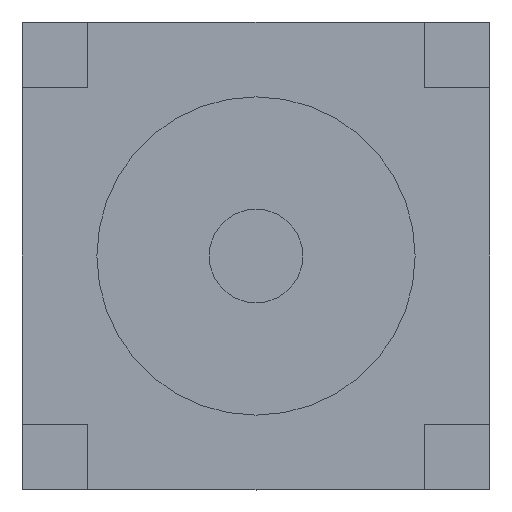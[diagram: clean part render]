
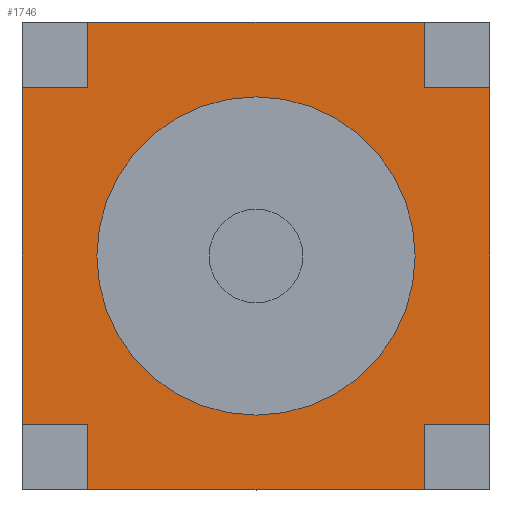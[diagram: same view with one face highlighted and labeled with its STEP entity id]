
A CAD part, front view. The second image highlights one B-rep face of the part: STEP entity #1746.
In plain terms, the highlighted planar face has unit normal (0, -1, 0).
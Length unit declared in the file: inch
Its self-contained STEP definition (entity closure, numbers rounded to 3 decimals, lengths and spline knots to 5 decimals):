
#2 = DIRECTION ( 'NONE',  ( 0., 1., 0. ) ) ;
#45 = ORIENTED_EDGE ( 'NONE', *, *, #387, .F. ) ;
#51 = EDGE_LOOP ( 'NONE', ( #689, #1080 ) ) ;
#151 = VERTEX_POINT ( 'NONE', #899 ) ;
#154 = DIRECTION ( 'NONE',  ( 0., 0., -1. ) ) ;
#190 = DIRECTION ( 'NONE',  ( 0., 0., 1. ) ) ;
#191 = EDGE_CURVE ( 'NONE', #1009, #2047, #1898, .T. ) ;
#199 = LINE ( 'NONE', #383, #1028 ) ;
#223 = LINE ( 'NONE', #1343, #1968 ) ;
#231 = VERTEX_POINT ( 'NONE', #556 ) ;
#271 = CARTESIAN_POINT ( 'NONE',  ( -0.09, 0., 0.125 ) ) ;
#293 = CARTESIAN_POINT ( 'NONE',  ( 0.09, 0., 0.09 ) ) ;
#325 = AXIS2_PLACEMENT_3D ( 'NONE', #1347, #491, #1832 ) ;
#333 = CARTESIAN_POINT ( 'NONE',  ( 0.09, 0., 0. ) ) ;
#345 = ORIENTED_EDGE ( 'NONE', *, *, #647, .F. ) ;
#355 = LINE ( 'NONE', #2105, #1512 ) ;
#364 = VERTEX_POINT ( 'NONE', #404 ) ;
#383 = CARTESIAN_POINT ( 'NONE',  ( 0., 0., -0.09 ) ) ;
#387 = EDGE_CURVE ( 'NONE', #231, #1191, #223, .T. ) ;
#389 = CARTESIAN_POINT ( 'NONE',  ( -0.125, 0., 0.125 ) ) ;
#395 = DIRECTION ( 'NONE',  ( 1., 0., 0. ) ) ;
#404 = CARTESIAN_POINT ( 'NONE',  ( 0.125, 0., -0.09 ) ) ;
#417 = EDGE_CURVE ( 'NONE', #2146, #231, #1259, .T. ) ;
#422 = VERTEX_POINT ( 'NONE', #2170 ) ;
#424 = CARTESIAN_POINT ( 'NONE',  ( 0., 0., 0. ) ) ;
#454 = CARTESIAN_POINT ( 'NONE',  ( 0.09, 0., -0.125 ) ) ;
#491 = DIRECTION ( 'NONE',  ( 0., -1., 0. ) ) ;
#551 = LINE ( 'NONE', #1040, #1400 ) ;
#556 = CARTESIAN_POINT ( 'NONE',  ( -0.09, 0., -0.125 ) ) ;
#605 = ORIENTED_EDGE ( 'NONE', *, *, #1795, .F. ) ;
#621 = LINE ( 'NONE', #913, #1918 ) ;
#647 = EDGE_CURVE ( 'NONE', #2140, #2146, #1484, .T. ) ;
#654 = VECTOR ( 'NONE', #2145, 39.37008 ) ;
#683 = CARTESIAN_POINT ( 'NONE',  ( 0., 0., -0.09 ) ) ;
#684 = EDGE_CURVE ( 'NONE', #1191, #1107, #199, .T. ) ;
#689 = ORIENTED_EDGE ( 'NONE', *, *, #1569, .F. ) ;
#754 = EDGE_CURVE ( 'NONE', #1107, #422, #2092, .T. ) ;
#797 = DIRECTION ( 'NONE',  ( 0., -1., 0. ) ) ;
#824 = ORIENTED_EDGE ( 'NONE', *, *, #754, .F. ) ;
#841 = VECTOR ( 'NONE', #1371, 39.37008 ) ;
#850 = VERTEX_POINT ( 'NONE', #1916 ) ;
#879 = EDGE_CURVE ( 'NONE', #2047, #1861, #355, .T. ) ;
#891 = DIRECTION ( 'NONE',  ( 0., 0., 1. ) ) ;
#899 = CARTESIAN_POINT ( 'NONE',  ( 0., 0., 0.085 ) ) ;
#901 = VERTEX_POINT ( 'NONE', #1445 ) ;
#913 = CARTESIAN_POINT ( 'NONE',  ( -0.09, 0., 0.09 ) ) ;
#944 = LINE ( 'NONE', #683, #1236 ) ;
#1007 = CARTESIAN_POINT ( 'NONE',  ( -0.125, 0., -0.09 ) ) ;
#1009 = VERTEX_POINT ( 'NONE', #271 ) ;
#1013 = ORIENTED_EDGE ( 'NONE', *, *, #1374, .F. ) ;
#1022 = FACE_OUTER_BOUND ( 'NONE', #2204, .T. ) ;
#1025 = PLANE ( 'NONE',  #1874 ) ;
#1028 = VECTOR ( 'NONE', #1910, 39.37008 ) ;
#1040 = CARTESIAN_POINT ( 'NONE',  ( 0., 0., 0.09 ) ) ;
#1049 = CARTESIAN_POINT ( 'NONE',  ( -0.125, 0., -0.125 ) ) ;
#1060 = ORIENTED_EDGE ( 'NONE', *, *, #417, .F. ) ;
#1077 = VERTEX_POINT ( 'NONE', #1997 ) ;
#1080 = ORIENTED_EDGE ( 'NONE', *, *, #1608, .F. ) ;
#1081 = AXIS2_PLACEMENT_3D ( 'NONE', #424, #797, #1656 ) ;
#1107 = VERTEX_POINT ( 'NONE', #1007 ) ;
#1181 = DIRECTION ( 'NONE',  ( -1., 0., 0. ) ) ;
#1191 = VERTEX_POINT ( 'NONE', #1513 ) ;
#1196 = ORIENTED_EDGE ( 'NONE', *, *, #191, .F. ) ;
#1206 = CARTESIAN_POINT ( 'NONE',  ( 0., 0., 0. ) ) ;
#1229 = ORIENTED_EDGE ( 'NONE', *, *, #1335, .F. ) ;
#1236 = VECTOR ( 'NONE', #1181, 39.37008 ) ;
#1255 = ORIENTED_EDGE ( 'NONE', *, *, #2098, .F. ) ;
#1259 = LINE ( 'NONE', #2163, #654 ) ;
#1261 = DIRECTION ( 'NONE',  ( 1., 0., 0. ) ) ;
#1335 = EDGE_CURVE ( 'NONE', #1861, #1077, #551, .T. ) ;
#1343 = CARTESIAN_POINT ( 'NONE',  ( -0.09, 0., 0. ) ) ;
#1344 = CARTESIAN_POINT ( 'NONE',  ( 0.125, 0., 0.125 ) ) ;
#1347 = CARTESIAN_POINT ( 'NONE',  ( 0., 0., 0. ) ) ;
#1371 = DIRECTION ( 'NONE',  ( 0., 0., -1. ) ) ;
#1374 = EDGE_CURVE ( 'NONE', #364, #2140, #944, .T. ) ;
#1400 = VECTOR ( 'NONE', #1531, 39.37008 ) ;
#1420 = DIRECTION ( 'NONE',  ( 0., 0., -1. ) ) ;
#1424 = DIRECTION ( 'NONE',  ( 0., 0., 1. ) ) ;
#1434 = CARTESIAN_POINT ( 'NONE',  ( -0.09, 0., 0. ) ) ;
#1435 = ORIENTED_EDGE ( 'NONE', *, *, #1906, .F. ) ;
#1445 = CARTESIAN_POINT ( 'NONE',  ( -0.09, 0., 0.09 ) ) ;
#1447 = CIRCLE ( 'NONE', #325, 0.085 ) ;
#1478 = CIRCLE ( 'NONE', #1081, 0.085 ) ;
#1483 = VECTOR ( 'NONE', #891, 39.37008 ) ;
#1484 = LINE ( 'NONE', #333, #841 ) ;
#1512 = VECTOR ( 'NONE', #1420, 39.37008 ) ;
#1513 = CARTESIAN_POINT ( 'NONE',  ( -0.09, 0., -0.09 ) ) ;
#1531 = DIRECTION ( 'NONE',  ( 1., 0., 0. ) ) ;
#1561 = VECTOR ( 'NONE', #395, 39.37008 ) ;
#1569 = EDGE_CURVE ( 'NONE', #850, #151, #1478, .T. ) ;
#1608 = EDGE_CURVE ( 'NONE', #151, #850, #1447, .T. ) ;
#1609 = LINE ( 'NONE', #1434, #1661 ) ;
#1656 = DIRECTION ( 'NONE',  ( 0., 0., -1. ) ) ;
#1661 = VECTOR ( 'NONE', #1424, 39.37008 ) ;
#1746 = ADVANCED_FACE ( 'NONE', ( #1752, #1022 ), #1025, .F. ) ;
#1747 = VECTOR ( 'NONE', #154, 39.37008 ) ;
#1752 = FACE_BOUND ( 'NONE', #51, .T. ) ;
#1795 = EDGE_CURVE ( 'NONE', #422, #901, #621, .T. ) ;
#1828 = CARTESIAN_POINT ( 'NONE',  ( 0.09, 0., 0.125 ) ) ;
#1832 = DIRECTION ( 'NONE',  ( 0., 0., -1. ) ) ;
#1845 = ORIENTED_EDGE ( 'NONE', *, *, #879, .F. ) ;
#1861 = VERTEX_POINT ( 'NONE', #293 ) ;
#1874 = AXIS2_PLACEMENT_3D ( 'NONE', #1206, #2, #190 ) ;
#1898 = LINE ( 'NONE', #389, #1561 ) ;
#1906 = EDGE_CURVE ( 'NONE', #1077, #364, #2180, .T. ) ;
#1910 = DIRECTION ( 'NONE',  ( -1., 0., 0. ) ) ;
#1916 = CARTESIAN_POINT ( 'NONE',  ( 0., 0., -0.085 ) ) ;
#1918 = VECTOR ( 'NONE', #1261, 39.37008 ) ;
#1920 = CARTESIAN_POINT ( 'NONE',  ( 0.09, 0., -0.09 ) ) ;
#1963 = ORIENTED_EDGE ( 'NONE', *, *, #684, .F. ) ;
#1968 = VECTOR ( 'NONE', #2157, 39.37008 ) ;
#1997 = CARTESIAN_POINT ( 'NONE',  ( 0.125, 0., 0.09 ) ) ;
#2047 = VERTEX_POINT ( 'NONE', #1828 ) ;
#2092 = LINE ( 'NONE', #1049, #1483 ) ;
#2098 = EDGE_CURVE ( 'NONE', #901, #1009, #1609, .T. ) ;
#2105 = CARTESIAN_POINT ( 'NONE',  ( 0.09, 0., 0. ) ) ;
#2140 = VERTEX_POINT ( 'NONE', #1920 ) ;
#2145 = DIRECTION ( 'NONE',  ( -1., 0., 0. ) ) ;
#2146 = VERTEX_POINT ( 'NONE', #454 ) ;
#2157 = DIRECTION ( 'NONE',  ( 0., 0., 1. ) ) ;
#2163 = CARTESIAN_POINT ( 'NONE',  ( 0.125, 0., -0.125 ) ) ;
#2170 = CARTESIAN_POINT ( 'NONE',  ( -0.125, 0., 0.09 ) ) ;
#2180 = LINE ( 'NONE', #1344, #1747 ) ;
#2204 = EDGE_LOOP ( 'NONE', ( #45, #1060, #345, #1013, #1435, #1229, #1845, #1196, #1255, #605, #824, #1963 ) ) ;
